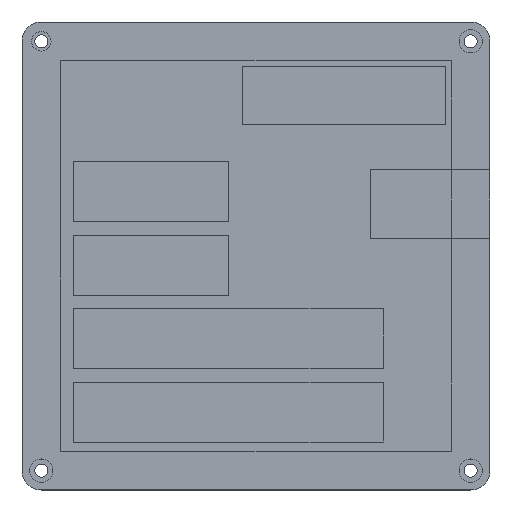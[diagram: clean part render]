
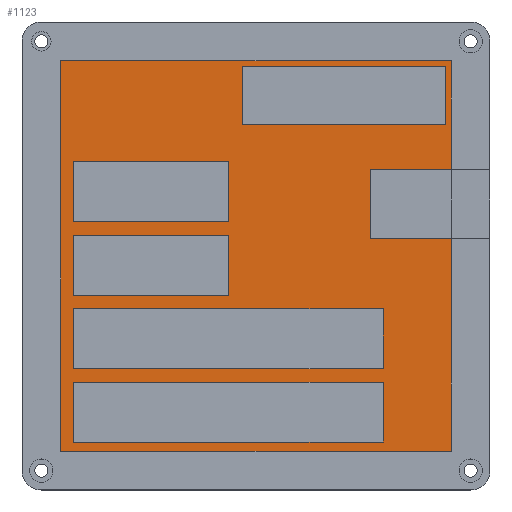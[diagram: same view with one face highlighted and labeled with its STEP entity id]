
A CAD part, top view. The second image highlights one B-rep face of the part: STEP entity #1123.
In plain terms, the highlighted planar face has unit normal (0, 0, 1).
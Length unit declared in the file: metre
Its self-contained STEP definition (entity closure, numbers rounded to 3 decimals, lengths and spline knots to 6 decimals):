
#60=ORIENTED_EDGE('',*,*,#364,.F.);
#61=ORIENTED_EDGE('',*,*,#365,.T.);
#62=ORIENTED_EDGE('',*,*,#366,.T.);
#63=ORIENTED_EDGE('',*,*,#367,.F.);
#64=ORIENTED_EDGE('',*,*,#368,.F.);
#65=ORIENTED_EDGE('',*,*,#369,.F.);
#66=ORIENTED_EDGE('',*,*,#370,.T.);
#67=ORIENTED_EDGE('',*,*,#371,.T.);
#68=ORIENTED_EDGE('',*,*,#372,.F.);
#69=ORIENTED_EDGE('',*,*,#373,.F.);
#70=ORIENTED_EDGE('',*,*,#374,.F.);
#71=ORIENTED_EDGE('',*,*,#375,.F.);
#72=ORIENTED_EDGE('',*,*,#376,.T.);
#73=ORIENTED_EDGE('',*,*,#377,.T.);
#74=ORIENTED_EDGE('',*,*,#378,.F.);
#75=ORIENTED_EDGE('',*,*,#379,.F.);
#76=ORIENTED_EDGE('',*,*,#380,.T.);
#77=ORIENTED_EDGE('',*,*,#381,.T.);
#78=ORIENTED_EDGE('',*,*,#382,.F.);
#79=ORIENTED_EDGE('',*,*,#383,.F.);
#80=ORIENTED_EDGE('',*,*,#384,.T.);
#81=ORIENTED_EDGE('',*,*,#385,.T.);
#82=ORIENTED_EDGE('',*,*,#386,.F.);
#83=ORIENTED_EDGE('',*,*,#387,.F.);
#84=ORIENTED_EDGE('',*,*,#388,.T.);
#85=ORIENTED_EDGE('',*,*,#389,.T.);
#86=ORIENTED_EDGE('',*,*,#390,.F.);
#87=ORIENTED_EDGE('',*,*,#391,.F.);
#364=EDGE_CURVE('',#516,#517,#626,.T.);
#365=EDGE_CURVE('',#516,#518,#627,.T.);
#366=EDGE_CURVE('',#518,#519,#628,.T.);
#367=EDGE_CURVE('',#517,#519,#629,.T.);
#368=EDGE_CURVE('',#520,#521,#630,.T.);
#369=EDGE_CURVE('',#522,#520,#631,.T.);
#370=EDGE_CURVE('',#522,#523,#632,.T.);
#371=EDGE_CURVE('',#523,#524,#633,.T.);
#372=EDGE_CURVE('',#525,#524,#634,.T.);
#373=EDGE_CURVE('',#526,#525,#635,.T.);
#374=EDGE_CURVE('',#527,#526,#636,.T.);
#375=EDGE_CURVE('',#521,#527,#637,.T.);
#376=EDGE_CURVE('',#528,#529,#638,.T.);
#377=EDGE_CURVE('',#529,#530,#639,.T.);
#378=EDGE_CURVE('',#531,#530,#640,.T.);
#379=EDGE_CURVE('',#528,#531,#641,.T.);
#380=EDGE_CURVE('',#532,#533,#642,.T.);
#381=EDGE_CURVE('',#533,#534,#643,.T.);
#382=EDGE_CURVE('',#535,#534,#644,.T.);
#383=EDGE_CURVE('',#532,#535,#645,.T.);
#384=EDGE_CURVE('',#536,#537,#646,.T.);
#385=EDGE_CURVE('',#537,#538,#647,.T.);
#386=EDGE_CURVE('',#539,#538,#648,.T.);
#387=EDGE_CURVE('',#536,#539,#649,.T.);
#388=EDGE_CURVE('',#540,#541,#650,.T.);
#389=EDGE_CURVE('',#541,#542,#651,.T.);
#390=EDGE_CURVE('',#543,#542,#652,.T.);
#391=EDGE_CURVE('',#540,#543,#653,.T.);
#516=VERTEX_POINT('',#1633);
#517=VERTEX_POINT('',#1634);
#518=VERTEX_POINT('',#1636);
#519=VERTEX_POINT('',#1638);
#520=VERTEX_POINT('',#1641);
#521=VERTEX_POINT('',#1642);
#522=VERTEX_POINT('',#1644);
#523=VERTEX_POINT('',#1646);
#524=VERTEX_POINT('',#1648);
#525=VERTEX_POINT('',#1650);
#526=VERTEX_POINT('',#1652);
#527=VERTEX_POINT('',#1654);
#528=VERTEX_POINT('',#1657);
#529=VERTEX_POINT('',#1658);
#530=VERTEX_POINT('',#1660);
#531=VERTEX_POINT('',#1662);
#532=VERTEX_POINT('',#1665);
#533=VERTEX_POINT('',#1666);
#534=VERTEX_POINT('',#1668);
#535=VERTEX_POINT('',#1670);
#536=VERTEX_POINT('',#1673);
#537=VERTEX_POINT('',#1674);
#538=VERTEX_POINT('',#1676);
#539=VERTEX_POINT('',#1678);
#540=VERTEX_POINT('',#1681);
#541=VERTEX_POINT('',#1682);
#542=VERTEX_POINT('',#1684);
#543=VERTEX_POINT('',#1686);
#626=LINE('',#1632,#746);
#627=LINE('',#1635,#747);
#628=LINE('',#1637,#748);
#629=LINE('',#1639,#749);
#630=LINE('',#1640,#750);
#631=LINE('',#1643,#751);
#632=LINE('',#1645,#752);
#633=LINE('',#1647,#753);
#634=LINE('',#1649,#754);
#635=LINE('',#1651,#755);
#636=LINE('',#1653,#756);
#637=LINE('',#1655,#757);
#638=LINE('',#1656,#758);
#639=LINE('',#1659,#759);
#640=LINE('',#1661,#760);
#641=LINE('',#1663,#761);
#642=LINE('',#1664,#762);
#643=LINE('',#1667,#763);
#644=LINE('',#1669,#764);
#645=LINE('',#1671,#765);
#646=LINE('',#1672,#766);
#647=LINE('',#1675,#767);
#648=LINE('',#1677,#768);
#649=LINE('',#1679,#769);
#650=LINE('',#1680,#770);
#651=LINE('',#1683,#771);
#652=LINE('',#1685,#772);
#653=LINE('',#1687,#773);
#746=VECTOR('',#1310,1.);
#747=VECTOR('',#1311,1.);
#748=VECTOR('',#1312,1.);
#749=VECTOR('',#1313,1.);
#750=VECTOR('',#1314,1.);
#751=VECTOR('',#1315,1.);
#752=VECTOR('',#1316,1.);
#753=VECTOR('',#1317,1.);
#754=VECTOR('',#1318,1.);
#755=VECTOR('',#1319,1.);
#756=VECTOR('',#1320,1.);
#757=VECTOR('',#1321,1.);
#758=VECTOR('',#1322,1.);
#759=VECTOR('',#1323,1.);
#760=VECTOR('',#1324,1.);
#761=VECTOR('',#1325,1.);
#762=VECTOR('',#1326,1.);
#763=VECTOR('',#1327,1.);
#764=VECTOR('',#1328,1.);
#765=VECTOR('',#1329,1.);
#766=VECTOR('',#1330,1.);
#767=VECTOR('',#1331,1.);
#768=VECTOR('',#1332,1.);
#769=VECTOR('',#1333,1.);
#770=VECTOR('',#1334,1.);
#771=VECTOR('',#1335,1.);
#772=VECTOR('',#1336,1.);
#773=VECTOR('',#1337,1.);
#866=EDGE_LOOP('',(#60,#61,#62,#63));
#867=EDGE_LOOP('',(#64,#65,#66,#67,#68,#69,#70,#71));
#868=EDGE_LOOP('',(#72,#73,#74,#75));
#869=EDGE_LOOP('',(#76,#77,#78,#79));
#870=EDGE_LOOP('',(#80,#81,#82,#83));
#871=EDGE_LOOP('',(#84,#85,#86,#87));
#968=FACE_BOUND('',#866,.T.);
#969=FACE_BOUND('',#867,.T.);
#970=FACE_BOUND('',#868,.T.);
#971=FACE_BOUND('',#869,.T.);
#972=FACE_BOUND('',#870,.T.);
#973=FACE_BOUND('',#871,.T.);
#1070=PLANE('',#1205);
#1123=ADVANCED_FACE('',(#968,#969,#970,#971,#972,#973),#1070,.T.);
#1205=AXIS2_PLACEMENT_3D('',#1631,#1308,#1309);
#1308=DIRECTION('',(0.,0.,1.));
#1309=DIRECTION('',(1.,0.,0.));
#1310=DIRECTION('',(1.,0.,0.));
#1311=DIRECTION('',(0.,1.,0.));
#1312=DIRECTION('',(1.,0.,0.));
#1313=DIRECTION('',(0.,1.,0.));
#1314=DIRECTION('',(-1.,0.,0.));
#1315=DIRECTION('',(0.,-1.,0.));
#1316=DIRECTION('',(-1.,0.,0.));
#1317=DIRECTION('',(0.,-1.,0.));
#1318=DIRECTION('',(-1.,0.,0.));
#1319=DIRECTION('',(0.,-1.,0.));
#1320=DIRECTION('',(1.,0.,0.));
#1321=DIRECTION('',(0.,-1.,0.));
#1322=DIRECTION('',(0.,-1.,0.));
#1323=DIRECTION('',(-1.,0.,0.));
#1324=DIRECTION('',(0.,-1.,0.));
#1325=DIRECTION('',(-1.,0.,0.));
#1326=DIRECTION('',(0.,-1.,0.));
#1327=DIRECTION('',(-1.,0.,0.));
#1328=DIRECTION('',(0.,-1.,0.));
#1329=DIRECTION('',(-1.,0.,0.));
#1330=DIRECTION('',(0.,-1.,0.));
#1331=DIRECTION('',(-1.,0.,0.));
#1332=DIRECTION('',(0.,-1.,0.));
#1333=DIRECTION('',(-1.,0.,0.));
#1334=DIRECTION('',(0.,-1.,0.));
#1335=DIRECTION('',(-1.,0.,0.));
#1336=DIRECTION('',(0.,-1.,0.));
#1337=DIRECTION('',(-1.,0.,0.));
#1631=CARTESIAN_POINT('',(0.,0.,0.003));
#1632=CARTESIAN_POINT('',(0.04025,0.034,0.003));
#1633=CARTESIAN_POINT('',(-0.0035,0.034,0.003));
#1634=CARTESIAN_POINT('',(0.049,0.034,0.003));
#1635=CARTESIAN_POINT('',(-0.0035,0.0415,0.003));
#1636=CARTESIAN_POINT('',(-0.0035,0.049,0.003));
#1637=CARTESIAN_POINT('',(0.04025,0.049,0.003));
#1638=CARTESIAN_POINT('',(0.049,0.049,0.003));
#1639=CARTESIAN_POINT('',(0.049,0.0415,0.003));
#1640=CARTESIAN_POINT('',(0.040013,0.02233,0.003));
#1641=CARTESIAN_POINT('',(0.0505,0.02233,0.003));
#1642=CARTESIAN_POINT('',(0.029525,0.02233,0.003));
#1643=CARTESIAN_POINT('',(0.0505,0.,0.003));
#1644=CARTESIAN_POINT('',(0.0505,0.0505,0.003));
#1645=CARTESIAN_POINT('',(0.,0.0505,0.003));
#1646=CARTESIAN_POINT('',(-0.0505,0.0505,0.003));
#1647=CARTESIAN_POINT('',(-0.0505,0.,0.003));
#1648=CARTESIAN_POINT('',(-0.0505,-0.0505,0.003));
#1649=CARTESIAN_POINT('',(0.,-0.0505,0.003));
#1650=CARTESIAN_POINT('',(0.0505,-0.0505,0.003));
#1651=CARTESIAN_POINT('',(0.0505,0.,0.003));
#1652=CARTESIAN_POINT('',(0.0505,0.00453,0.003));
#1653=CARTESIAN_POINT('',(0.040013,0.00453,0.003));
#1654=CARTESIAN_POINT('',(0.029525,0.00453,0.003));
#1655=CARTESIAN_POINT('',(0.029525,0.01343,0.003));
#1656=CARTESIAN_POINT('',(-0.007101,0.01665,0.003));
#1657=CARTESIAN_POINT('',(-0.007101,0.0244,0.003));
#1658=CARTESIAN_POINT('',(-0.007101,0.0089,0.003));
#1659=CARTESIAN_POINT('',(-0.027176,0.0089,0.003));
#1660=CARTESIAN_POINT('',(-0.04725,0.0089,0.003));
#1661=CARTESIAN_POINT('',(-0.04725,0.01665,0.003));
#1662=CARTESIAN_POINT('',(-0.04725,0.0244,0.003));
#1663=CARTESIAN_POINT('',(-0.027176,0.0244,0.003));
#1664=CARTESIAN_POINT('',(0.032899,-0.04035,0.003));
#1665=CARTESIAN_POINT('',(0.032899,-0.0326,0.003));
#1666=CARTESIAN_POINT('',(0.032899,-0.0481,0.003));
#1667=CARTESIAN_POINT('',(-0.007176,-0.0481,0.003));
#1668=CARTESIAN_POINT('',(-0.04725,-0.0481,0.003));
#1669=CARTESIAN_POINT('',(-0.04725,-0.04035,0.003));
#1670=CARTESIAN_POINT('',(-0.04725,-0.0326,0.003));
#1671=CARTESIAN_POINT('',(-0.007176,-0.0326,0.003));
#1672=CARTESIAN_POINT('',(0.032899,-0.02135,0.003));
#1673=CARTESIAN_POINT('',(0.032899,-0.0136,0.003));
#1674=CARTESIAN_POINT('',(0.032899,-0.0291,0.003));
#1675=CARTESIAN_POINT('',(-0.007176,-0.0291,0.003));
#1676=CARTESIAN_POINT('',(-0.04725,-0.0291,0.003));
#1677=CARTESIAN_POINT('',(-0.04725,-0.02135,0.003));
#1678=CARTESIAN_POINT('',(-0.04725,-0.0136,0.003));
#1679=CARTESIAN_POINT('',(-0.007176,-0.0136,0.003));
#1680=CARTESIAN_POINT('',(-0.007101,-0.00235,0.003));
#1681=CARTESIAN_POINT('',(-0.007101,0.0054,0.003));
#1682=CARTESIAN_POINT('',(-0.007101,-0.0101,0.003));
#1683=CARTESIAN_POINT('',(-0.027176,-0.0101,0.003));
#1684=CARTESIAN_POINT('',(-0.04725,-0.0101,0.003));
#1685=CARTESIAN_POINT('',(-0.04725,-0.00235,0.003));
#1686=CARTESIAN_POINT('',(-0.04725,0.0054,0.003));
#1687=CARTESIAN_POINT('',(-0.027176,0.0054,0.003));
